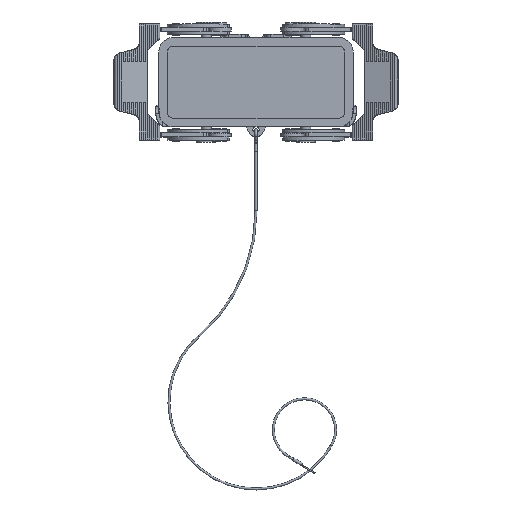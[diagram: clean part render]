
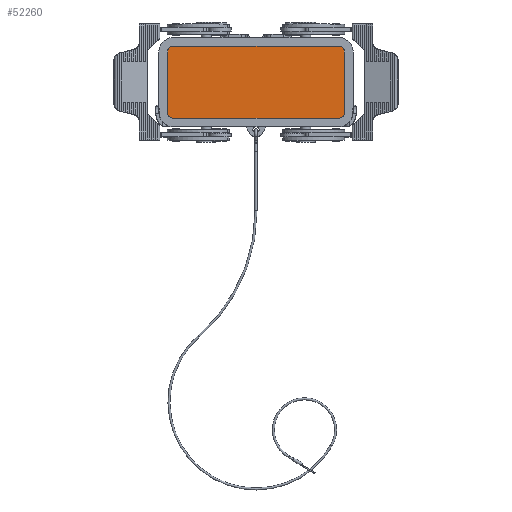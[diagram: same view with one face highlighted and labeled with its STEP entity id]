
A CAD part, top view. The second image highlights one B-rep face of the part: STEP entity #52260.
In plain terms, the highlighted planar face has unit normal (0, 0, 1).
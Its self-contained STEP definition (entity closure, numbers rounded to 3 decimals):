
#19530=CARTESIAN_POINT('',(-17.5,6.001,
-9.5));
#19540=VERTEX_POINT('',#19530);
#19620=CARTESIAN_POINT('',(-14.5,9.001,
-9.5));
#19630=VERTEX_POINT('',#19620);
#19660=CARTESIAN_POINT('',(-14.5,6.001,
-9.5));
#19670=DIRECTION('',(0.,0.,-1.));
#19680=DIRECTION('',(-1.,0.,0.));
#19690=AXIS2_PLACEMENT_3D('',#19660,#19670,#19680);
#19700=CIRCLE('',#19690,3.);
#19710=EDGE_CURVE('',#19540,#19630,#19700,.T.);
#24630=CARTESIAN_POINT('',(14.5,9.001,
-9.5));
#24640=VERTEX_POINT('',#24630);
#24720=CARTESIAN_POINT('',(17.5,6.001,-9.5));
#24730=VERTEX_POINT('',#24720);
#24760=CARTESIAN_POINT('',(14.5,6.001,
-9.5));
#24770=DIRECTION('',(0.,0.,-1.));
#24780=DIRECTION('',(-1.,0.,0.));
#24790=AXIS2_PLACEMENT_3D('',#24760,#24770,#24780);
#24800=CIRCLE('',#24790,3.);
#24810=EDGE_CURVE('',#24640,#24730,#24800,.T.);
#30840=CARTESIAN_POINT('',(-14.5,-76.499,
-9.5));
#30850=VERTEX_POINT('',#30840);
#30880=CARTESIAN_POINT('',(0.,-76.499,-9.5));
#30890=DIRECTION('',(1.,0.,0.));
#30900=VECTOR('',#30890,1.);
#30910=LINE('',#30880,#30900);
#30920=CARTESIAN_POINT('',(14.5,-76.499,
-9.5));
#30930=VERTEX_POINT('',#30920);
#30940=EDGE_CURVE('',#30850,#30930,#30910,.T.);
#34920=CARTESIAN_POINT('',(17.5,-73.499,-9.5));
#34930=VERTEX_POINT('',#34920);
#34960=CARTESIAN_POINT('',(17.5,0.,-9.5));
#34970=DIRECTION('',(0.,1.,0.));
#34980=VECTOR('',#34970,1.);
#34990=LINE('',#34960,#34980);
#35000=EDGE_CURVE('',#34930,#24730,#34990,.T.);
#41170=CARTESIAN_POINT('',(0.,9.001,-9.5));
#41180=DIRECTION('',(1.,0.,0.));
#41190=VECTOR('',#41180,1.);
#41200=LINE('',#41170,#41190);
#41210=EDGE_CURVE('',#19630,#24640,#41200,.T.);
#42300=CARTESIAN_POINT('',(-14.5,-73.499,
-9.5));
#42310=DIRECTION('',(0.,0.,1.));
#42320=DIRECTION('',(1.,0.,0.));
#42330=AXIS2_PLACEMENT_3D('',#42300,#42310,#42320);
#42340=CIRCLE('',#42330,3.);
#42350=CARTESIAN_POINT('',(-17.5,-73.499,
-9.5));
#42360=VERTEX_POINT('',#42350);
#42370=EDGE_CURVE('',#42360,#30850,#42340,.T.);
#43890=CARTESIAN_POINT('',(14.5,-73.499,
-9.5));
#43900=DIRECTION('',(0.,0.,1.));
#43910=DIRECTION('',(1.,0.,0.));
#43920=AXIS2_PLACEMENT_3D('',#43890,#43900,#43910);
#43930=CIRCLE('',#43920,3.);
#43940=EDGE_CURVE('',#30930,#34930,#43930,.T.);
#44470=CARTESIAN_POINT('',(-17.5,0.,-9.5));
#44480=DIRECTION('',(0.,1.,0.));
#44490=VECTOR('',#44480,1.);
#44500=LINE('',#44470,#44490);
#44510=EDGE_CURVE('',#42360,#19540,#44500,.T.);
#52110=CARTESIAN_POINT('',(18.389,-6.758,
-9.5));
#52120=DIRECTION('',(0.,0.,-1.));
#52130=DIRECTION('',(1.,0.,0.));
#52140=AXIS2_PLACEMENT_3D('',#52110,#52120,#52130);
#52150=PLANE('',#52140);
#52160=ORIENTED_EDGE('',*,*,#19710,.F.);
#52170=ORIENTED_EDGE('',*,*,#41210,.F.);
#52180=ORIENTED_EDGE('',*,*,#24810,.F.);
#52190=ORIENTED_EDGE('',*,*,#35000,.T.);
#52200=ORIENTED_EDGE('',*,*,#43940,.T.);
#52210=ORIENTED_EDGE('',*,*,#30940,.T.);
#52220=ORIENTED_EDGE('',*,*,#42370,.T.);
#52230=ORIENTED_EDGE('',*,*,#44510,.F.);
#52240=EDGE_LOOP('',(#52230,#52220,#52210,#52200,#52190,#52180,#52170,
#52160));
#52250=FACE_OUTER_BOUND('',#52240,.T.);
#52260=ADVANCED_FACE('',(#52250),#52150,.F.);
